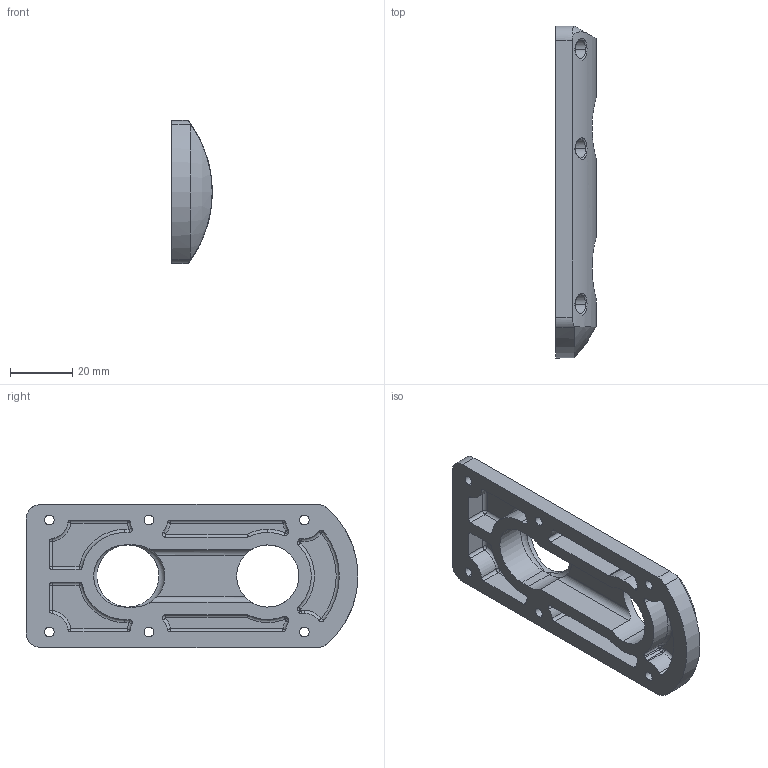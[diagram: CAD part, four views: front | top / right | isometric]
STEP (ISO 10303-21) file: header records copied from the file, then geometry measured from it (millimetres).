
FILE_DESCRIPTION (( 'STEP AP203' ), '1' );
FILE_NAME ('Dummy-0012（外壳）.STEP_默认_sldprt.STEP', '2025-11-13T14:25:48', ( '' ), ( '' ), 'SwSTEP 2.0', 'SolidWorks 2020', '' );
FILE_SCHEMA (( 'CONFIG_CONTROL_DESIGN' ));
Length unit declared in the file: millimetre
Products named in the file (1): Dummy-0012（外壳）.STEP_默认_sldprt
Bounding box: 13 x 106.75 x 46 mm (x, y, z)
Volume: 26682.6 mm3; surface area: 15569.2 mm2
Topology: 1 solids, 1 shells, 217 faces, 542 edges, 304 vertices
Faces by surface type: cylinder 112, plane 37, sphere 34, torus 20, bspline 14
Entity records: 9719 total; most frequent: CARTESIAN_POINT 4654, DIRECTION 1101, ORIENTED_EDGE 1018, EDGE_CURVE 509, AXIS2_PLACEMENT_3D 461, VERTEX_POINT 304, CIRCLE 257, EDGE_LOOP 243
